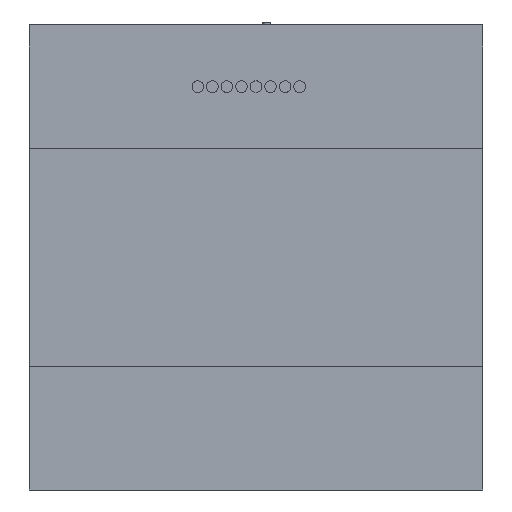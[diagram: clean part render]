
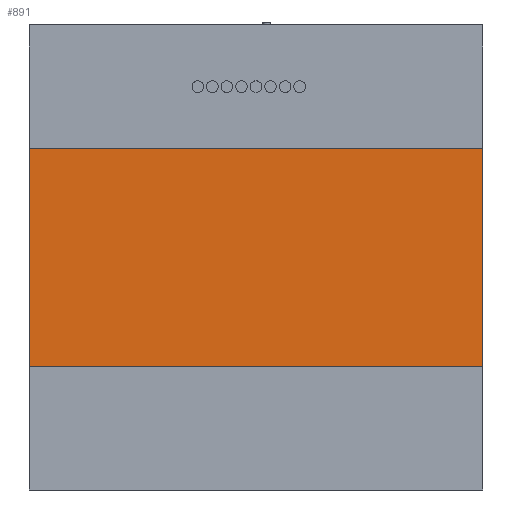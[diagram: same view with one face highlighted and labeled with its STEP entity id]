
A CAD part, front view. The second image highlights one B-rep face of the part: STEP entity #891.
In plain terms, the highlighted planar face has unit normal (0, -1, 0).
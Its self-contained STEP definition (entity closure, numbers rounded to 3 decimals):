
#77=PLANE('',#976);
#130=FACE_OUTER_BOUND('',#185,.T.);
#185=EDGE_LOOP('',(#683,#684,#685,#686));
#247=LINE('',#1327,#341);
#251=LINE('',#1336,#345);
#253=LINE('',#1339,#347);
#254=LINE('',#1340,#348);
#341=VECTOR('',#1095,10.);
#345=VECTOR('',#1101,10.);
#347=VECTOR('',#1105,10.);
#348=VECTOR('',#1106,10.);
#463=VERTEX_POINT('',#1324);
#464=VERTEX_POINT('',#1326);
#467=VERTEX_POINT('',#1333);
#468=VERTEX_POINT('',#1335);
#547=EDGE_CURVE('',#463,#464,#247,.T.);
#551=EDGE_CURVE('',#467,#468,#251,.T.);
#553=EDGE_CURVE('',#464,#467,#253,.T.);
#554=EDGE_CURVE('',#468,#463,#254,.T.);
#683=ORIENTED_EDGE('',*,*,#553,.F.);
#684=ORIENTED_EDGE('',*,*,#547,.F.);
#685=ORIENTED_EDGE('',*,*,#554,.F.);
#686=ORIENTED_EDGE('',*,*,#551,.F.);
#891=ADVANCED_FACE('',(#130),#77,.F.);
#976=AXIS2_PLACEMENT_3D('',#1338,#1103,#1104);
#1095=DIRECTION('',(-1.,0.,0.));
#1101=DIRECTION('',(1.,0.,0.));
#1103=DIRECTION('center_axis',(0.,1.,0.));
#1104=DIRECTION('ref_axis',(0.,0.,1.));
#1105=DIRECTION('',(0.,0.,1.));
#1106=DIRECTION('',(0.,0.,-1.));
#1324=CARTESIAN_POINT('',(1560.,2.,425.));
#1326=CARTESIAN_POINT('',(0.,2.,425.));
#1327=CARTESIAN_POINT('',(0.,2.,425.));
#1333=CARTESIAN_POINT('',(0.,2.,1175.));
#1335=CARTESIAN_POINT('',(1560.,2.,1175.));
#1336=CARTESIAN_POINT('',(1560.,2.,1175.));
#1338=CARTESIAN_POINT('Origin',(780.,2.,800.));
#1339=CARTESIAN_POINT('',(0.,2.,400.));
#1340=CARTESIAN_POINT('',(1560.,2.,400.));
